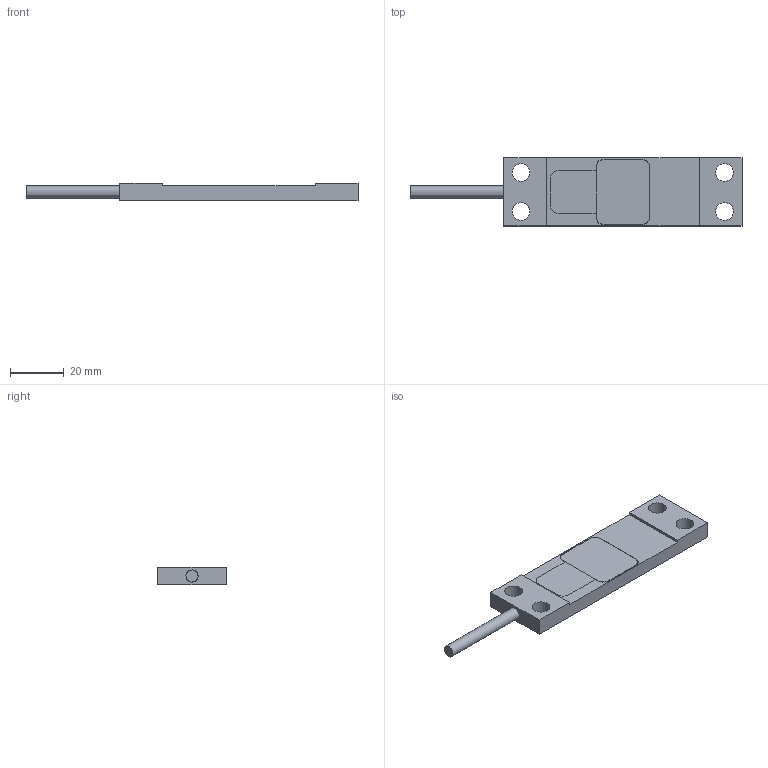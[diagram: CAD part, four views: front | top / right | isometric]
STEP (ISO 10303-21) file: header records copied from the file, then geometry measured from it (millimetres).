
FILE_DESCRIPTION (( 'STEP AP214' ), '1' );
FILE_NAME ('8103.0501.STEP', '2017-02-10T11:21:21', ( '' ), ( '' ), 'SwSTEP 2.0', 'SolidWorks 2016', '' );
FILE_SCHEMA (( 'AUTOMOTIVE_DESIGN' ));
Length unit declared in the file: millimetre
Products named in the file (1): 8103.0501
Bounding box: 124 x 25.4 x 6.5 mm (x, y, z)
Surface area: 7197.7 mm2 (no closed solid volume)
Topology: 0 solids, 9 shells, 27 faces, 144 edges, 127 vertices
Faces by surface type: plane 18, cylinder 9
Full cylindrical faces by diameter (mm): 4.5 x1, 6.6 x4
Entity records: 1774 total; most frequent: CARTESIAN_POINT 294, DIRECTION 258, ORIENTED_EDGE 176, EDGE_CURVE 139, VERTEX_POINT 127, AXIS2_PLACEMENT_3D 91, VECTOR 76, LINE 76
